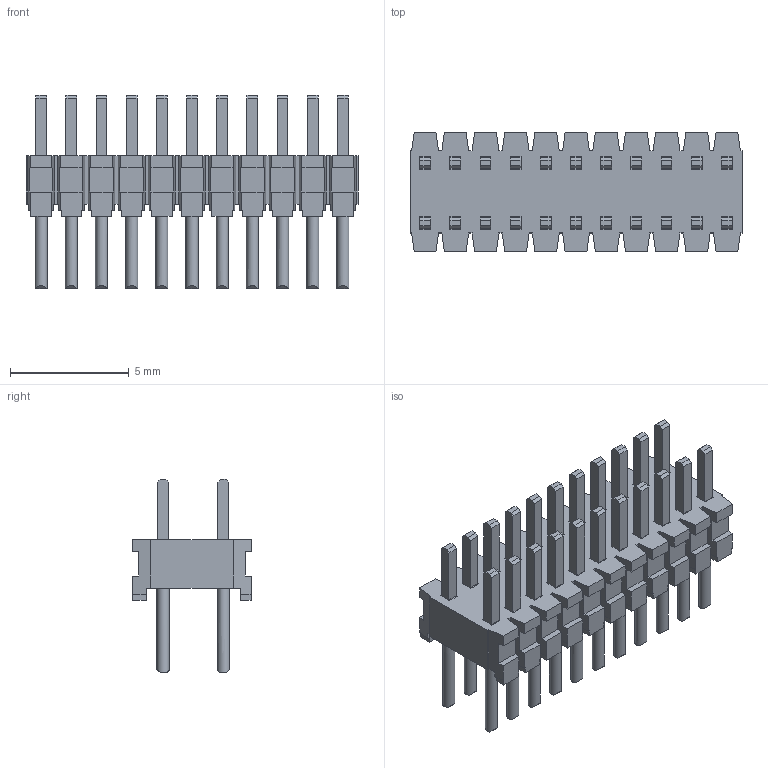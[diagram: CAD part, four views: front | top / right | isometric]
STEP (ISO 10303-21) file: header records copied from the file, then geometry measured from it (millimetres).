
FILE_DESCRIPTION(('FreeCAD Model'),'2;1');
FILE_NAME('Open CASCADE Shape Model','2025-01-09T14:54:47',(''),(''), 'Open CASCADE STEP processor 7.8','FreeCAD','Unknown');
FILE_SCHEMA(('AUTOMOTIVE_DESIGN { 1 0 10303 214 1 1 1 1 }'));
Length unit declared in the file: millimetre
Products named in the file (2): TMS-111-D_header; T-1M6-11-02-D
Bounding box: 13.97 x 4.98 x 8.13 mm (x, y, z)
Volume: 178.4 mm3; surface area: 749.9 mm2
Topology: 2 solids, 2 shells, 724 faces, 2112 edges, 1392 vertices
Faces by surface type: plane 702, cylinder 22
Full cylindrical faces by diameter (mm): 0.508 x22
Entity records: 23650 total; most frequent: CARTESIAN_POINT 4251, ORIENTED_EDGE 4224, DIRECTION 3676, EDGE_CURVE 2112, LINE 1954, VECTOR 1954, VERTEX_POINT 1392, AXIS2_PLACEMENT_3D 861
